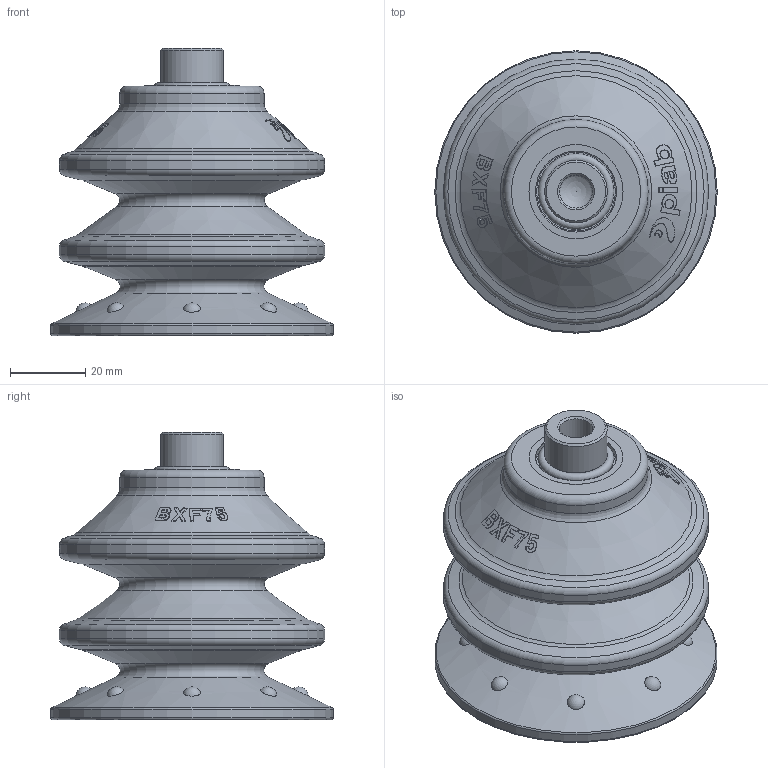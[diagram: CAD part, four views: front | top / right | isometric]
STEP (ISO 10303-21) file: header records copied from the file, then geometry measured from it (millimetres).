
FILE_DESCRIPTION( ( 'Unknown' ), '1' );
FILE_NAME( 'SE-0414901.stp', 'Unknown', ( 'Unknown' ), ( 'Unknown' ), 'PSStep 17.0.49', 'Unknown', ' ' );
FILE_SCHEMA( ( 'AUTOMOTIVE_DESIGN { 1 0 10303 214 1 1 1 1 }' ) );
Length unit declared in the file: millimetre
Products named in the file (7): SE-0414233; SE-0407007; 3113636; 0123110; Assem1; SE-0414884; SE-0408103
Assembly tree (6 placements, depth 3):
  Assem1
    SE-0414884
    SE-0408103
    SE-0414233
      SE-0407007
      3113636
      0123110
Bounding box: 75 x 75 x 76.28 mm (x, y, z)
Volume: 164266.7 mm3; surface area: 31703.2 mm2
Topology: 5 solids, 6 shells, 307 faces, 773 edges, 499 vertices
Faces by surface type: bspline 173, cone 43, plane 37, cylinder 24, torus 20, sphere 10
Full cylindrical faces by diameter (mm): 8.8 x1, 10.3 x2, 10.6 x1, 11 x2, 14.8 x2, 14.95 x1, 15 x1, 16.6 x1, 16.662 x2, 19 x2, 21.5 x2, 23 x1, 24.5 x1, 25 x1, 38.3 x1, 70.395 x1, 70.446 x1, 75 x1
Entity records: 16110 total; most frequent: CARTESIAN_POINT 7865, ORIENTED_EDGE 1354, EDGE_CURVE 677, DIRECTION 647, VERTEX_POINT 482, B_SPLINE_CURVE_WITH_KNOTS 419, EDGE_LOOP 408, FACE_OUTER_BOUND 349
